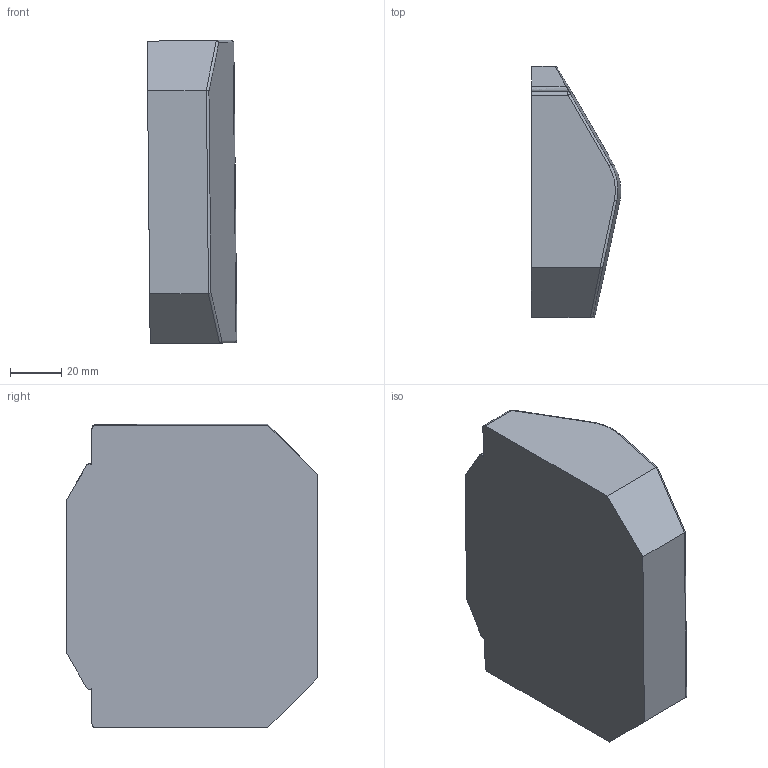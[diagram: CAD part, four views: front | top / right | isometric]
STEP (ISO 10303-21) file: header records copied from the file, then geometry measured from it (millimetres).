
FILE_DESCRIPTION (( 'STEP AP214' ), '1' );
FILE_NAME ('Joint_3_cap^industry_robot_arm_3.STEP', '2024-07-02T05:42:15', ( '' ), ( '' ), 'SwSTEP 2.0', 'SolidWorks 2022', '' );
FILE_SCHEMA (( 'AUTOMOTIVE_DESIGN' ));
Length unit declared in the file: millimetre
Products named in the file (1): Joint_3_cap^industry_robot_arm_3
Bounding box: 35.03 x 98 x 118.33 mm (x, y, z)
Volume: 285276.2 mm3; surface area: 30763 mm2
Topology: 1 solids, 1 shells, 37 faces, 97 edges, 62 vertices
Faces by surface type: cylinder 17, plane 13, bspline 4, torus 3
Entity records: 1247 total; most frequent: CARTESIAN_POINT 362, ORIENTED_EDGE 194, DIRECTION 164, EDGE_CURVE 97, VERTEX_POINT 62, AXIS2_PLACEMENT_3D 56, VECTOR 52, LINE 52
